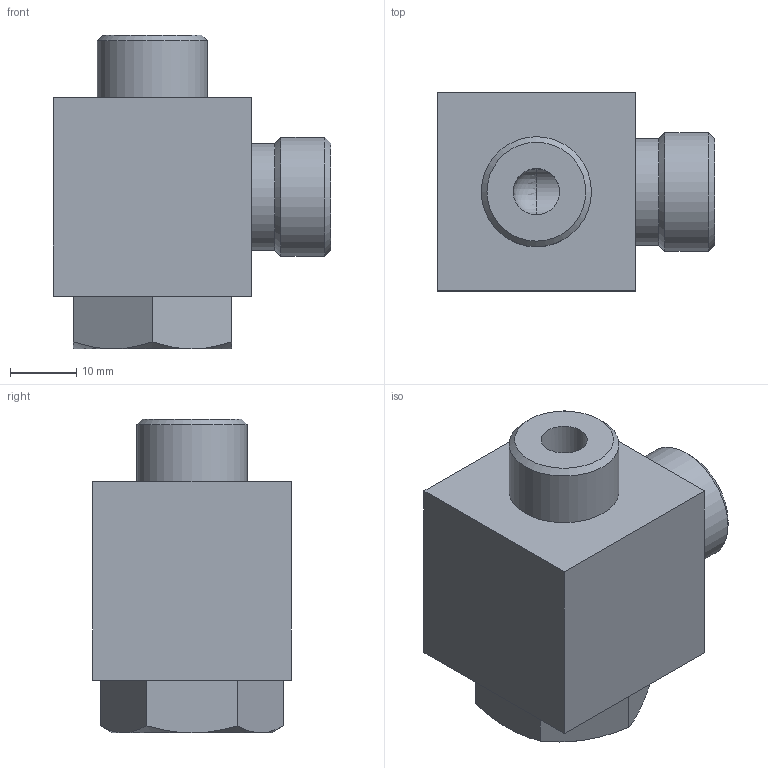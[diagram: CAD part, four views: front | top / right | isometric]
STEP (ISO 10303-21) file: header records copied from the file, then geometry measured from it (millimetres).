
FILE_DESCRIPTION(/* description */ ('STEP AP203'),/* implementation_level */ '2;1');
FILE_NAME(/* name */ 'Swivel Body SKV 102-01',/* time_stamp */ '2025-01-16T09:33:05+01:00',/* author */ ('License CC BY-ND 4.0'),/* organization */ ('CADENAS'),/* preprocessor_version */ 'ST-DEVELOPER v19.3',/* originating_system */ 'PARTsolutions',/* authorisation */ ' ');
FILE_SCHEMA (('CONFIG_CONTROL_DESIGN'));
Length unit declared in the file: millimetre
Products named in the file (1): Schwenkkoerper SKV 102-01
Bounding box: 42 x 30 x 47.5 mm (x, y, z)
Volume: 33487.7 mm3; surface area: 8304.9 mm2
Topology: 1 solids, 1 shells, 33 faces, 74 edges, 45 vertices
Faces by surface type: plane 16, cone 10, cylinder 6, sphere 1
Full cylindrical faces by diameter (mm): 7 x2, 10 x1, 16.16 x1, 16.662 x1, 18 x1
Entity records: 856 total; most frequent: CARTESIAN_POINT 169, DIRECTION 136, ORIENTED_EDGE 116, EDGE_CURVE 58, AXIS2_PLACEMENT_3D 56, EDGE_LOOP 49, FACE_BOUND 49, VERTEX_POINT 41
